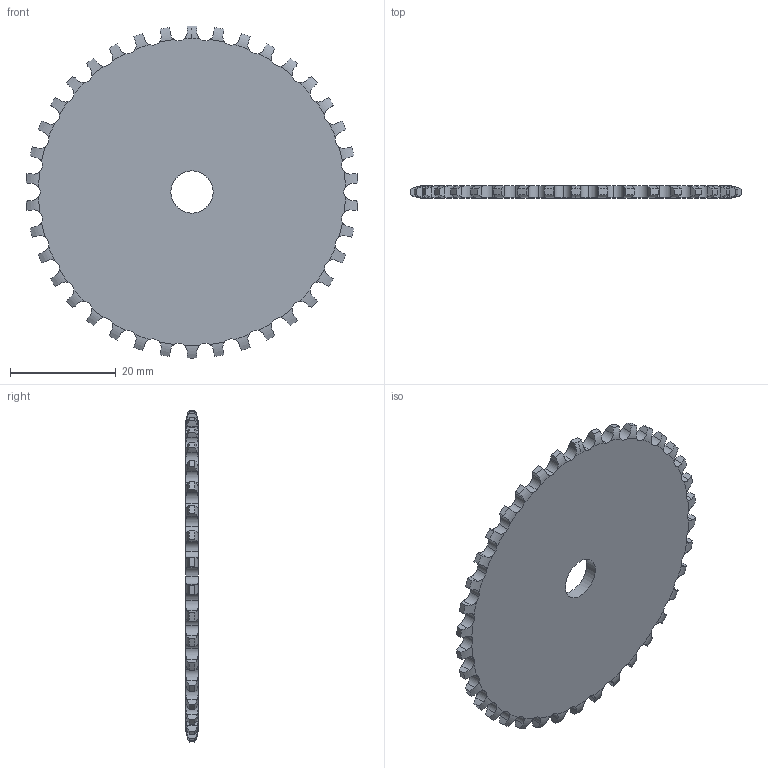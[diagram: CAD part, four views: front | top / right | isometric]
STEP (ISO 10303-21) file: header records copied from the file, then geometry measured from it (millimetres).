
FILE_DESCRIPTION(('FreeCAD Model'),'2;1');
FILE_NAME('Open CASCADE Shape Model','2021-12-27T16:43:44',('FreeCAD'),( 'FreeCAD'),'Open CASCADE STEP processor 7.4','FreeCAD','Unknown');
FILE_SCHEMA(('AUTOMOTIVE_DESIGN { 1 0 10303 214 1 1 1 1 }'));
Length unit declared in the file: millimetre
Products named in the file (1): Open CASCADE STEP translator 7.4 117
Bounding box: 62.6 x 2.3 x 62.7 mm (x, y, z)
Volume: 6262 mm3; surface area: 6192.6 mm2
Topology: 1 solids, 1 shells, 271 faces, 883 edges, 614 vertices
Faces by surface type: cylinder 191, revolution 78, plane 2
Full cylindrical faces by diameter (mm): 8 x1
Entity records: 32275 total; most frequent: CARTESIAN_POINT 16399, DIRECTION 2592, ORIENTED_EDGE 1766, PCURVE 1766, DEFINITIONAL_REPRESENTATION 1766, LINE 1041, VECTOR 1041, B_SPLINE_CURVE_WITH_KNOTS 912
